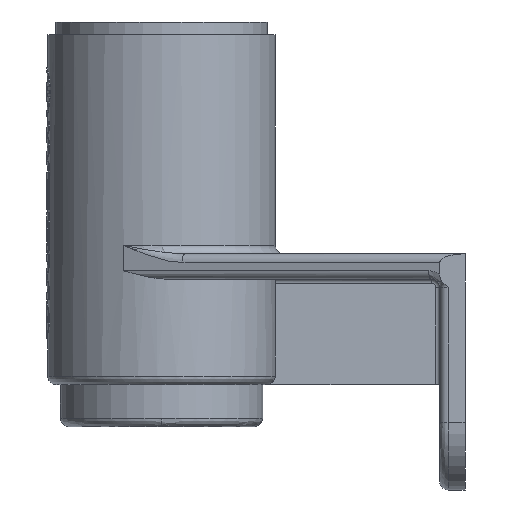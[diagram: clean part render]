
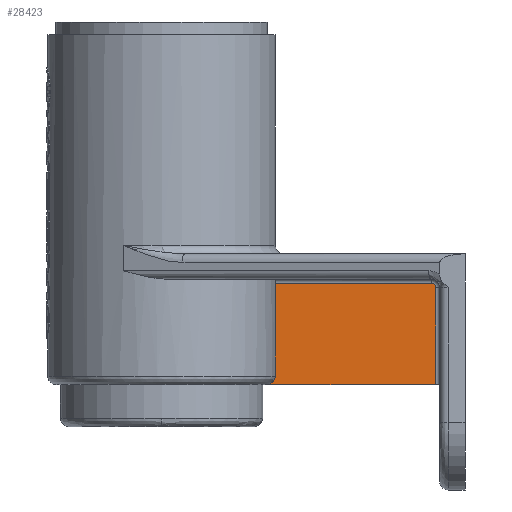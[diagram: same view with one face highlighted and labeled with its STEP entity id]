
A CAD part, front view. The second image highlights one B-rep face of the part: STEP entity #28423.
In plain terms, the highlighted planar face has unit normal (0, -1, 0).
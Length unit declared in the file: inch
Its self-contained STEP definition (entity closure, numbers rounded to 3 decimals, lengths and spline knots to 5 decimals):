
#655 = ORIENTED_EDGE ( 'NONE', *, *, #11715, .F. ) ;
#798 = CARTESIAN_POINT ( 'NONE',  ( 1.29921, -0.03937, -0.49213 ) ) ;
#1243 = PLANE ( 'NONE',  #25407 ) ;
#1746 = CARTESIAN_POINT ( 'NONE',  ( 0.53004, -0.03937, -0.45276 ) ) ;
#2677 = CIRCLE ( 'NONE', #20633, 0.01969 ) ;
#3638 = ORIENTED_EDGE ( 'NONE', *, *, #25722, .T. ) ;
#4425 = CARTESIAN_POINT ( 'NONE',  ( 0.53004, -0.03937, 0. ) ) ;
#4816 = DIRECTION ( 'NONE',  ( 0., 1., 0. ) ) ;
#5570 = VECTOR ( 'NONE', #18533, 39.37008 ) ;
#5849 = ORIENTED_EDGE ( 'NONE', *, *, #14989, .F. ) ;
#6871 = CARTESIAN_POINT ( 'NONE',  ( 1.27953, -0.03937, -0.49213 ) ) ;
#7792 = EDGE_LOOP ( 'NONE', ( #25486, #3638, #655, #27687, #5849, #12541 ) ) ;
#9079 = CARTESIAN_POINT ( 'NONE',  ( 0.52901, -0.03937, -0.46307 ) ) ;
#9234 = VERTEX_POINT ( 'NONE', #28807 ) ;
#10502 = LINE ( 'NONE', #798, #29144 ) ;
#11431 = CARTESIAN_POINT ( 'NONE',  ( 0.5221, -0.03937, -0.47698 ) ) ;
#11715 = EDGE_CURVE ( 'NONE', #22062, #18756, #2677, .T. ) ;
#11735 = VERTEX_POINT ( 'NONE', #25940 ) ;
#11940 = EDGE_CURVE ( 'NONE', #27262, #14491, #10502, .T. ) ;
#12058 = CARTESIAN_POINT ( 'NONE',  ( 1.29921, -0.03937, -0.01969 ) ) ;
#12541 = ORIENTED_EDGE ( 'NONE', *, *, #20813, .T. ) ;
#12577 = LINE ( 'NONE', #4425, #5570 ) ;
#13209 = LINE ( 'NONE', #12058, #25611 ) ;
#13214 = DIRECTION ( 'NONE',  ( 0., -1., 0. ) ) ;
#13337 = FACE_OUTER_BOUND ( 'NONE', #7792, .T. ) ;
#13819 = CARTESIAN_POINT ( 'NONE',  ( 0.50096, -0.03937, -0.49213 ) ) ;
#14491 = VERTEX_POINT ( 'NONE', #6871 ) ;
#14989 = EDGE_CURVE ( 'NONE', #11735, #9234, #12577, .T. ) ;
#16101 = CARTESIAN_POINT ( 'NONE',  ( 1.27953, -0.03937, 0. ) ) ;
#16822 = DIRECTION ( 'NONE',  ( -1., 0., 0. ) ) ;
#17446 = LINE ( 'NONE', #16101, #23599 ) ;
#18533 = DIRECTION ( 'NONE',  ( 0., 0., 1. ) ) ;
#18756 = VERTEX_POINT ( 'NONE', #30006 ) ;
#18940 = CARTESIAN_POINT ( 'NONE',  ( 1.25984, -0.03937, -0.03937 ) ) ;
#19652 = DIRECTION ( 'NONE',  ( 1., 0., 0. ) ) ;
#20633 = AXIS2_PLACEMENT_3D ( 'NONE', #18940, #4816, #21250 ) ;
#20778 = CARTESIAN_POINT ( 'NONE',  ( 0.53004, -0.03937, -0.45796 ) ) ;
#20813 = EDGE_CURVE ( 'NONE', #11735, #27262, #27733, .T. ) ;
#21250 = DIRECTION ( 'NONE',  ( -1., 0., 0. ) ) ;
#22062 = VERTEX_POINT ( 'NONE', #26347 ) ;
#23599 = VECTOR ( 'NONE', #30094, 39.37008 ) ;
#24469 = EDGE_CURVE ( 'NONE', #22062, #9234, #13209, .T. ) ;
#25407 = AXIS2_PLACEMENT_3D ( 'NONE', #27175, #13214, #29573 ) ;
#25436 = CARTESIAN_POINT ( 'NONE',  ( 0.52504, -0.03937, -0.47261 ) ) ;
#25486 = ORIENTED_EDGE ( 'NONE', *, *, #11940, .T. ) ;
#25611 = VECTOR ( 'NONE', #16822, 39.37008 ) ;
#25722 = EDGE_CURVE ( 'NONE', #14491, #18756, #17446, .T. ) ;
#25940 = CARTESIAN_POINT ( 'NONE',  ( 0.53004, -0.03937, -0.45276 ) ) ;
#26347 = CARTESIAN_POINT ( 'NONE',  ( 1.25984, -0.03937, -0.01969 ) ) ;
#26853 = CARTESIAN_POINT ( 'NONE',  ( 0.49055, -0.03937, -0.49213 ) ) ;
#27175 = CARTESIAN_POINT ( 'NONE',  ( 1.29921, -0.03937, 0. ) ) ;
#27262 = VERTEX_POINT ( 'NONE', #26853 ) ;
#27687 = ORIENTED_EDGE ( 'NONE', *, *, #24469, .T. ) ;
#27733 = B_SPLINE_CURVE_WITH_KNOTS ( 'NONE', 3,
 ( #1746, #20778, #9079, #25436, #11431, #27767, #13819, #30165 ),
 .UNSPECIFIED., .F., .F.,
 ( 4, 2, 2, 4 ),
 ( 0., 0.00039, 0.00078, 0.00156 ),
 .UNSPECIFIED. ) ;
#27767 = CARTESIAN_POINT ( 'NONE',  ( 0.51118, -0.03937, -0.48786 ) ) ;
#28423 = ADVANCED_FACE ( 'NONE', ( #13337 ), #1243, .T. ) ;
#28807 = CARTESIAN_POINT ( 'NONE',  ( 0.53004, -0.03937, -0.01969 ) ) ;
#29144 = VECTOR ( 'NONE', #19652, 39.37008 ) ;
#29573 = DIRECTION ( 'NONE',  ( 0., 0., -1. ) ) ;
#30006 = CARTESIAN_POINT ( 'NONE',  ( 1.27953, -0.03937, -0.03937 ) ) ;
#30094 = DIRECTION ( 'NONE',  ( 0., 0., 1. ) ) ;
#30165 = CARTESIAN_POINT ( 'NONE',  ( 0.49055, -0.03937, -0.49213 ) ) ;
